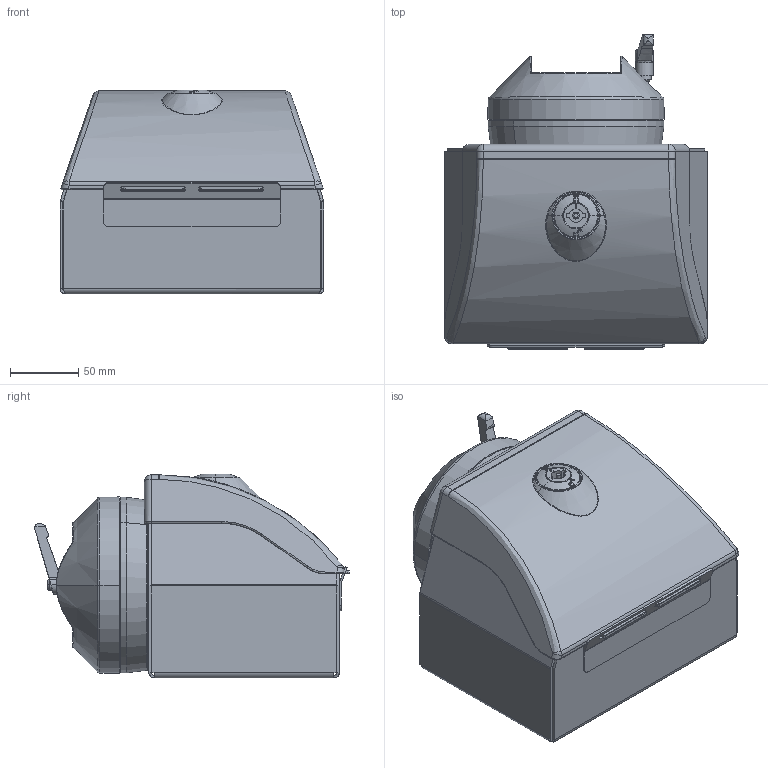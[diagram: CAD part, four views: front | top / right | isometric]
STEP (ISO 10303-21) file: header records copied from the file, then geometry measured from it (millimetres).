
FILE_DESCRIPTION (( 'STEP AP203' ), '1' );
FILE_NAME ('50304010.step', '2021-02-09T13:03:30', ( 'Ifina' ), ( 'Ifina' ), 'SwSTEP 2.0', 'SolidWorks 2020', '' );
FILE_SCHEMA (( 'CONFIG_CONTROL_DESIGN' ));
Length unit declared in the file: millimetre
Products named in the file (21): 94991; 98319; 98319_1-077_01_0012267; 40000040206; 98319_100-0545_15-00012(10); 41777; 98319_1-078_P1; 40100000583; 12810; 50304010; 40000012405; 93673; 82005_680; 98319_248-9803_01-01201_0_H; 98319_1-078_N; 98319_1-078_FD; 41894; 84147; 84341; 12809_49M-00000128090-01; 49477300
Assembly tree (27 placements, depth 3):
  50304010
    49477300
      12809_49M-00000128090-01
      12810
      84341
      41777  x2
      93673  x4
      84147
      94991
    40100000583
      40000040206
    41894
    98319
      98319_248-9803_01-01201_0_H
      98319_1-078_FD
      98319_1-078_P1
      98319_1-077_01_0012267
      98319_1-078_N
      98319_100-0545_15-00012(10)
    82005_680
    40000012405  x4
Bounding box: 193.1 x 230.32 x 149.3 mm (x, y, z)
Volume: 693957.6 mm3; surface area: 389040.8 mm2
Topology: 24 solids, 25 shells, 2091 faces, 4970 edges, 3021 vertices
Faces by surface type: plane 689, cylinder 539, bspline 372, torus 266, cone 215, sphere 10
Entity records: 79584 total; most frequent: CARTESIAN_POINT 34644, ORIENTED_EDGE 9188, DIRECTION 8392, EDGE_CURVE 4594, AXIS2_PLACEMENT_3D 3214, VERTEX_POINT 2825, EDGE_LOOP 2097, LINE 1964
